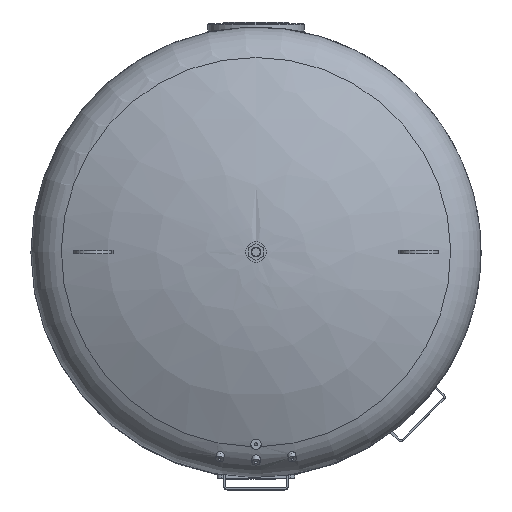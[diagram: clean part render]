
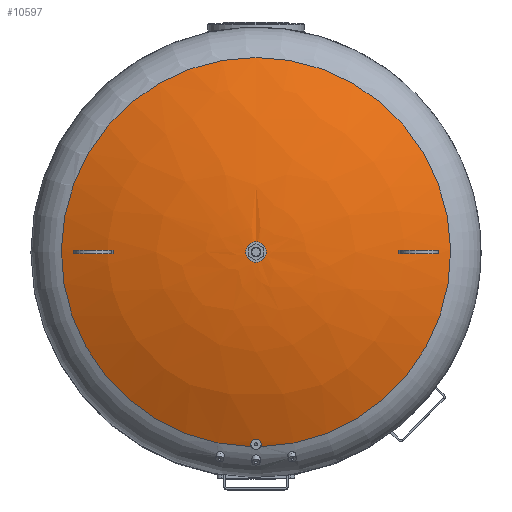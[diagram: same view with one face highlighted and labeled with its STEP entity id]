
A CAD part, top view. The second image highlights one B-rep face of the part: STEP entity #10597.
In plain terms, the highlighted free-form (B-spline) face has degree [2, 2] with [3, 9] control points.
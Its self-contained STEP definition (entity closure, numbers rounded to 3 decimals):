
#17=(
BOUNDED_CURVE()
B_SPLINE_CURVE(2,(#17296,#17297,#17298),.UNSPECIFIED.,.F.,.F.)
B_SPLINE_CURVE_WITH_KNOTS((3,3),(1.126,1.57),
 .UNSPECIFIED.)
CURVE()
GEOMETRIC_REPRESENTATION_ITEM()
RATIONAL_B_SPLINE_CURVE((1.,0.975,1.))
REPRESENTATION_ITEM($)
);
#20=(
BOUNDED_SURFACE()
B_SPLINE_SURFACE(2,2,((#17226,#17227,#17228,#17229,#17230,#17231,#17232,
#17233,#17234),(#17235,#17236,#17237,#17238,#17239,#17240,#17241,#17242,
#17243),(#17244,#17245,#17246,#17247,#17248,#17249,#17250,#17251,#17252)),
 .UNSPECIFIED.,.F.,.T.,.F.)
B_SPLINE_SURFACE_WITH_KNOTS((3,3),(3,2,2,2,3),(-1.57,-1.126),
(-3.142,-1.571,0.,1.571,3.142),
 .UNSPECIFIED.)
GEOMETRIC_REPRESENTATION_ITEM()
RATIONAL_B_SPLINE_SURFACE(((1.,0.707,1.,0.707,1.,
0.707,1.,0.707,1.),(0.975,0.69,
0.975,0.69,0.975,0.69,0.975,
0.69,0.975),(1.,0.707,1.,0.707,
1.,0.707,1.,0.707,1.)))
REPRESENTATION_ITEM($)
SURFACE()
);
#50=B_SPLINE_CURVE_WITH_KNOTS($,3,(#17253,#17254,#17255,#17256,#17257,#17258,
#17259,#17260,#17261,#17262,#17263,#17264,#17265,#17266,#17267,#17268,#17269,
#17270,#17271,#17272,#17273,#17274,#17275,#17276,#17277,#17278,#17279,#17280,
#17281,#17282,#17283,#17284,#17285,#17286,#17287,#17288,#17289,#17290,#17291,
#17292,#17293,#17294),.UNSPECIFIED.,.F.,.F.,(4,2,2,2,2,2,2,2,2,2,2,2,2,
2,2,2,2,2,2,2,4),(9.576,10.031,12.548,13.686,
14.482,15.267,16.353,18.565,21.499,
24.535,27.54,30.609,33.883,37.366,
40.27,41.492,42.308,43.081,44.105,
46.215,47.371),.UNSPECIFIED.);
#3136=FACE_OUTER_BOUND($,#3838,.T.);
#3838=EDGE_LOOP($,(#8738,#8739,#8740,#8741,#8742));
#4565=CIRCLE($,#11549,324.179);
#4566=CIRCLE($,#11550,324.179);
#5231=VERTEX_POINT($,#16844);
#5232=VERTEX_POINT($,#16845);
#5233=VERTEX_POINT($,#16862);
#5242=VERTEX_POINT($,#17295);
#6499=EDGE_CURVE($,#5233,#5231,#4565,.T.);
#6500=EDGE_CURVE($,#5232,#5233,#4566,.T.);
#6509=EDGE_CURVE($,#5232,#5231,#50,.T.);
#6510=EDGE_CURVE($,#5233,#5242,#17,.T.);
#8738=ORIENTED_EDGE($,*,*,#6509,.F.);
#8739=ORIENTED_EDGE($,*,*,#6500,.T.);
#8740=ORIENTED_EDGE($,*,*,#6510,.T.);
#8741=ORIENTED_EDGE($,*,*,#6510,.F.);
#8742=ORIENTED_EDGE($,*,*,#6499,.T.);
#10597=ADVANCED_FACE($,(#3136),#20,.T.);
#11549=AXIS2_PLACEMENT_3D($,#16863,#13698,#13699);
#11550=AXIS2_PLACEMENT_3D($,#16864,#13700,#13701);
#13698=DIRECTION('center_axis',(0.,0.,1.));
#13699=DIRECTION('ref_axis',(-1.,0.,0.));
#13700=DIRECTION('center_axis',(0.,0.,1.));
#13701=DIRECTION('ref_axis',(-1.,0.,0.));
#16844=CARTESIAN_POINT('',(-7.565,-324.091,1231.478));
#16845=CARTESIAN_POINT('',(7.565,-324.091,1231.478));
#16862=CARTESIAN_POINT('',(0.,324.179,1231.478));
#16863=CARTESIAN_POINT('Origin',(0.,0.,1231.478));
#16864=CARTESIAN_POINT('Origin',(0.,0.,1231.478));
#17226=CARTESIAN_POINT('Ctrl Pts',(0.,0.,
1305.));
#17227=CARTESIAN_POINT('Ctrl Pts',(0.,0.,
1305.));
#17228=CARTESIAN_POINT('Ctrl Pts',(0.,0.,
1305.));
#17229=CARTESIAN_POINT('Ctrl Pts',(0.,0.,1305.));
#17230=CARTESIAN_POINT('Ctrl Pts',(0.,0.,1305.));
#17231=CARTESIAN_POINT('Ctrl Pts',(0.,0.,1305.));
#17232=CARTESIAN_POINT('Ctrl Pts',(0.,0.,
1305.));
#17233=CARTESIAN_POINT('Ctrl Pts',(0.,0.,
1305.));
#17234=CARTESIAN_POINT('Ctrl Pts',(0.,0.,
1305.));
#17235=CARTESIAN_POINT('Ctrl Pts',(0.,170.393,
1304.85));
#17236=CARTESIAN_POINT('Ctrl Pts',(-170.393,170.393,1304.85));
#17237=CARTESIAN_POINT('Ctrl Pts',(-170.393,0.,1304.85));
#17238=CARTESIAN_POINT('Ctrl Pts',(-170.393,-170.393,1304.85));
#17239=CARTESIAN_POINT('Ctrl Pts',(0.,-170.393,
1304.85));
#17240=CARTESIAN_POINT('Ctrl Pts',(170.393,-170.393,1304.85));
#17241=CARTESIAN_POINT('Ctrl Pts',(170.393,0.,
1304.85));
#17242=CARTESIAN_POINT('Ctrl Pts',(170.393,170.393,1304.85));
#17243=CARTESIAN_POINT('Ctrl Pts',(0.,170.393,
1304.85));
#17244=CARTESIAN_POINT('Ctrl Pts',(0.,324.179,
1231.478));
#17245=CARTESIAN_POINT('Ctrl Pts',(-324.179,324.179,1231.478));
#17246=CARTESIAN_POINT('Ctrl Pts',(-324.179,0.,
1231.478));
#17247=CARTESIAN_POINT('Ctrl Pts',(-324.179,-324.179,
1231.478));
#17248=CARTESIAN_POINT('Ctrl Pts',(0.,-324.179,
1231.478));
#17249=CARTESIAN_POINT('Ctrl Pts',(324.179,-324.179,1231.478));
#17250=CARTESIAN_POINT('Ctrl Pts',(324.179,0.,
1231.478));
#17251=CARTESIAN_POINT('Ctrl Pts',(324.179,324.179,1231.478));
#17252=CARTESIAN_POINT('Ctrl Pts',(0.,324.179,
1231.478));
#17253=CARTESIAN_POINT('Ctrl Pts',(7.565,-324.091,1231.478));
#17254=CARTESIAN_POINT('Ctrl Pts',(7.632,-323.967,1231.536));
#17255=CARTESIAN_POINT('Ctrl Pts',(7.695,-323.842,1231.595));
#17256=CARTESIAN_POINT('Ctrl Pts',(8.09,-323.017,1231.984));
#17257=CARTESIAN_POINT('Ctrl Pts',(8.327,-322.282,1232.33));
#17258=CARTESIAN_POINT('Ctrl Pts',(8.524,-321.19,1232.843));
#17259=CARTESIAN_POINT('Ctrl Pts',(8.565,-320.847,1233.004));
#17260=CARTESIAN_POINT('Ctrl Pts',(8.599,-320.263,1233.279));
#17261=CARTESIAN_POINT('Ctrl Pts',(8.603,-320.022,1233.392));
#17262=CARTESIAN_POINT('Ctrl Pts',(8.591,-319.543,1233.617));
#17263=CARTESIAN_POINT('Ctrl Pts',(8.575,-319.306,1233.728));
#17264=CARTESIAN_POINT('Ctrl Pts',(8.514,-318.742,1233.993));
#17265=CARTESIAN_POINT('Ctrl Pts',(8.459,-318.417,1234.145));
#17266=CARTESIAN_POINT('Ctrl Pts',(8.237,-317.439,1234.604));
#17267=CARTESIAN_POINT('Ctrl Pts',(8.011,-316.799,1234.904));
#17268=CARTESIAN_POINT('Ctrl Pts',(7.308,-315.377,1235.57));
#17269=CARTESIAN_POINT('Ctrl Pts',(6.776,-314.624,1235.923));
#17270=CARTESIAN_POINT('Ctrl Pts',(5.448,-313.277,1236.552));
#17271=CARTESIAN_POINT('Ctrl Pts',(4.652,-312.699,1236.822));
#17272=CARTESIAN_POINT('Ctrl Pts',(2.876,-311.836,1237.226));
#17273=CARTESIAN_POINT('Ctrl Pts',(1.917,-311.557,1237.356));
#17274=CARTESIAN_POINT('Ctrl Pts',(-0.093,-311.34,
1237.457));
#17275=CARTESIAN_POINT('Ctrl Pts',(-1.117,-311.413,
1237.423));
#17276=CARTESIAN_POINT('Ctrl Pts',(-3.154,-311.926,
1237.184));
#17277=CARTESIAN_POINT('Ctrl Pts',(-4.131,-312.384,
1236.97));
#17278=CARTESIAN_POINT('Ctrl Pts',(-5.903,-313.646,
1236.38));
#17279=CARTESIAN_POINT('Ctrl Pts',(-6.664,-314.457,
1236.001));
#17280=CARTESIAN_POINT('Ctrl Pts',(-7.733,-316.13,
1235.217));
#17281=CARTESIAN_POINT('Ctrl Pts',(-8.091,-316.955,
1234.831));
#17282=CARTESIAN_POINT('Ctrl Pts',(-8.411,-318.17,
1234.261));
#17283=CARTESIAN_POINT('Ctrl Pts',(-8.482,-318.535,1234.09));
#17284=CARTESIAN_POINT('Ctrl Pts',(-8.561,-319.147,1233.802));
#17285=CARTESIAN_POINT('Ctrl Pts',(-8.582,-319.394,1233.687));
#17286=CARTESIAN_POINT('Ctrl Pts',(-8.602,-319.874,
1233.461));
#17287=CARTESIAN_POINT('Ctrl Pts',(-8.603,-320.108,
1233.351));
#17288=CARTESIAN_POINT('Ctrl Pts',(-8.581,-320.651,
1233.096));
#17289=CARTESIAN_POINT('Ctrl Pts',(-8.552,-320.96,
1232.951));
#17290=CARTESIAN_POINT('Ctrl Pts',(-8.412,-321.9,
1232.51));
#17291=CARTESIAN_POINT('Ctrl Pts',(-8.247,-322.523,1232.216));
#17292=CARTESIAN_POINT('Ctrl Pts',(-7.884,-323.454,
1231.778));
#17293=CARTESIAN_POINT('Ctrl Pts',(-7.734,-323.777,
1231.626));
#17294=CARTESIAN_POINT('Ctrl Pts',(-7.565,-324.091,
1231.478));
#17295=CARTESIAN_POINT('',(0.,0.,1305.));
#17296=CARTESIAN_POINT('Ctrl Pts',(0.,324.179,
1231.478));
#17297=CARTESIAN_POINT('Ctrl Pts',(0.,170.393,
1304.85));
#17298=CARTESIAN_POINT('Ctrl Pts',(0.,0.,
1305.));
